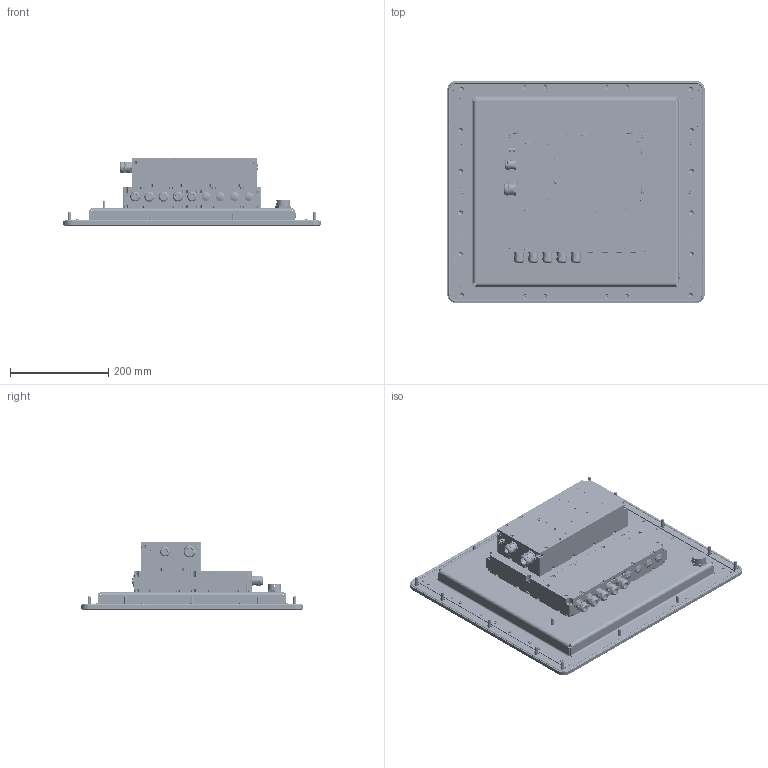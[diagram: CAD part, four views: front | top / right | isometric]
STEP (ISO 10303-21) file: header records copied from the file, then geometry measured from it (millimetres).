
FILE_DESCRIPTION((''),'2;1');
FILE_NAME('CAD-8165_ASM','2022-03-10T10:13:31',('creinig-se'),(''),'CREO PARAMETRIC BY PTC INC, 2019292','CREO PARAMETRIC BY PTC INC, 2019292','');
FILE_SCHEMA(('CONFIG_CONTROL_DESIGN','SHAPE_APPEARANCE_LAYERS_GROUPS'));
Products named in the file (5): CAD-8165_1; CAD-8165_2; CAD-8165_3; CAD-8165_4; CAD-8165_ASM
Assembly tree (4 placements, depth 2):
  CAD-8165_ASM
    CAD-8165_1
    CAD-8165_2
    CAD-8165_3
    CAD-8165_4
Bounding box: 524 x 453 x 136.5 mm (x, y, z)
Volume: 9527987.1 mm3; surface area: 1184627.7 mm2
Topology: 4 solids, 34 shells, 6245 faces, 16284 edges, 10622 vertices
Faces by surface type: plane 3904, cylinder 1608, cone 531, torus 162, sphere 30, bspline 10
Entity records: 249272 total; most frequent: CARTESIAN_POINT 44979, DIRECTION 32955, ORIENTED_EDGE 32364, EDGE_CURVE 16182, PRESENTATION_STYLE_ASSIGNMENT 16174, STYLED_ITEM 16174, CURVE_STYLE 16170, AXIS2_PLACEMENT_3D 12037
